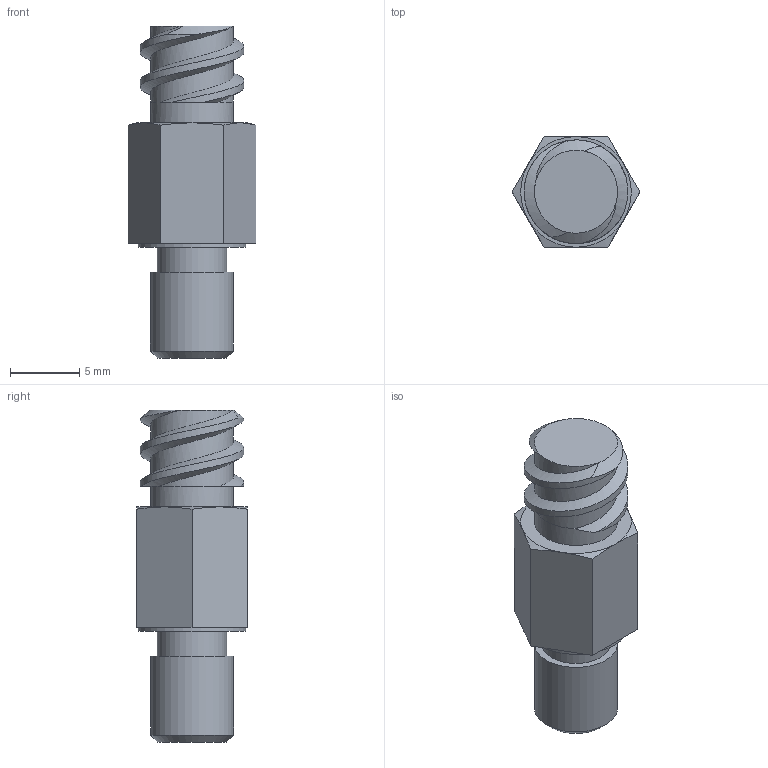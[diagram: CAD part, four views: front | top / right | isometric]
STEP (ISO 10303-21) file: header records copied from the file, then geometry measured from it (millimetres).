
FILE_DESCRIPTION(/* description */ (''),/* implementation_level */ '2;1');
FILE_NAME(/* name */ '990063_M6_S00079_M6_Shrinkwrap_1.stp',/* time_stamp */ '2021-03-09T11:09:16+01:00',/* author */ ('glueck'),/* organization */ (''),/* preprocessor_version */ 'ST-DEVELOPER v18.1',/* originating_system */ 'Autodesk Inventor 2021',/* authorisation */ '');
FILE_SCHEMA (('AUTOMOTIVE_DESIGN { 1 0 10303 214 3 1 1 }'));
Length unit declared in the file: millimetre
Products named in the file (1): 990063_M6_S00079_M6_Shrinkwrap_1
Bounding box: 9.24 x 8 x 24 mm (x, y, z)
Volume: 930.4 mm3; surface area: 706.5 mm2
Topology: 1 solids, 1 shells, 37 faces, 79 edges, 48 vertices
Faces by surface type: plane 14, cone 9, cylinder 8, bspline 6
Full cylindrical faces by diameter (mm): 5 x1, 6 x2, 7.8 x1
Entity records: 2124 total; most frequent: CARTESIAN_POINT 1322, ORIENTED_EDGE 158, DIRECTION 129, EDGE_CURVE 79, AXIS2_PLACEMENT_3D 55, VERTEX_POINT 48, EDGE_LOOP 41, STYLED_ITEM 38
